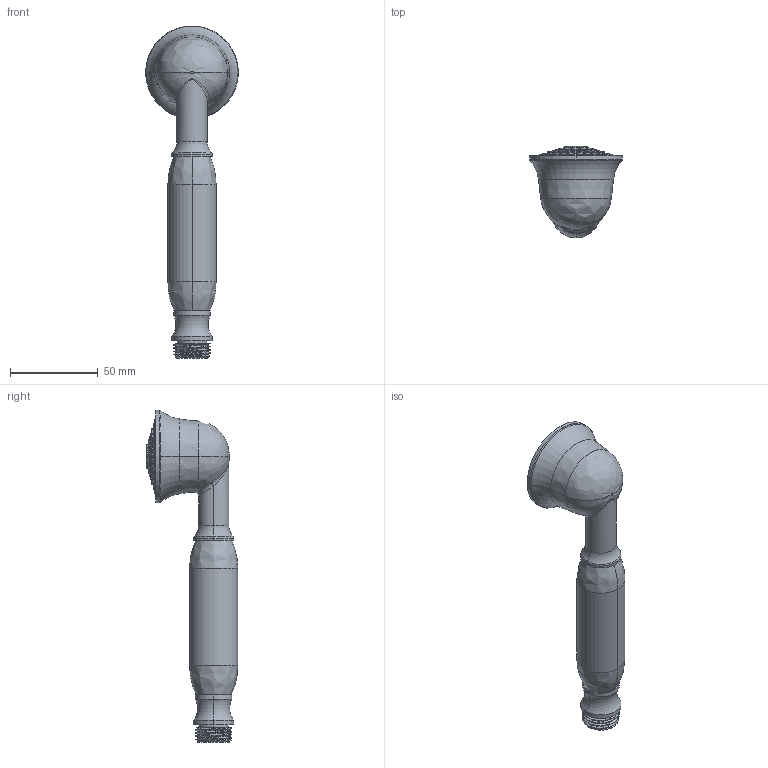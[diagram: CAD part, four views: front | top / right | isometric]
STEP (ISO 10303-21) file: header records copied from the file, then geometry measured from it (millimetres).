
FILE_DESCRIPTION((''),'2;1');
FILE_NAME('50281','2020-12-11T09:53:22',('jinson.thomas'),(''),'CREO PARAMETRIC BY PTC INC, 2018400','CREO PARAMETRIC BY PTC INC, 2018400','');
FILE_SCHEMA(('CONFIG_CONTROL_DESIGN'));
Length unit declared in the file: inch
Products named in the file (1): 50281
Bounding box: 52.83 x 52.12 x 189.03 mm (x, y, z)
Volume: 120331.2 mm3; surface area: 23946.1 mm2
Topology: 1 solids, 1 shells, 318 faces, 730 edges, 473 vertices
Faces by surface type: cylinder 141, cone 68, plane 56, torus 32, bspline 21
Entity records: 12940 total; most frequent: CARTESIAN_POINT 6197, ORIENTED_EDGE 1460, DIRECTION 1213, EDGE_CURVE 730, AXIS2_PLACEMENT_3D 502, VERTEX_POINT 473, EDGE_LOOP 377, FACE_OUTER_BOUND 318
